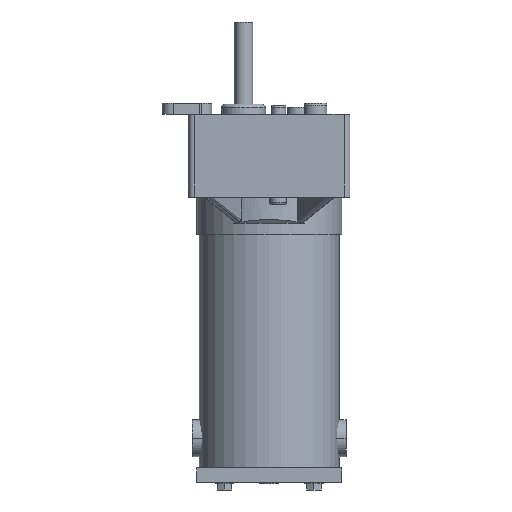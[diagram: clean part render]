
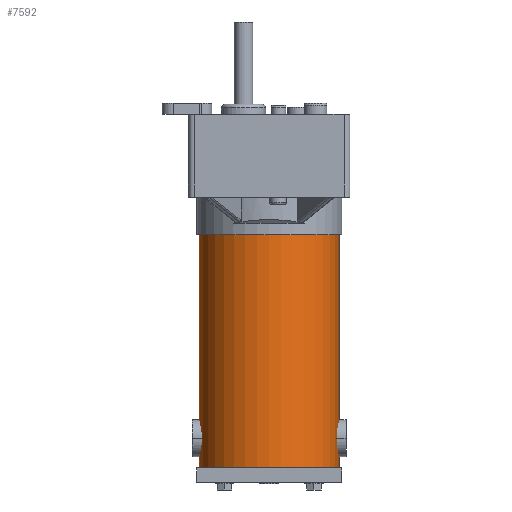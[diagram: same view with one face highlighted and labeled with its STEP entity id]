
A CAD part, front view. The second image highlights one B-rep face of the part: STEP entity #7592.
In plain terms, the highlighted cylindrical face has radius 30.163 mm (diameter 60.325 mm), a partial arc.
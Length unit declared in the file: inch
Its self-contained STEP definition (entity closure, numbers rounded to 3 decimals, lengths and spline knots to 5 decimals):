
#240 = VECTOR ( 'NONE', #11301, 39.37008 ) ;
#498 = ORIENTED_EDGE ( 'NONE', *, *, #4801, .F. ) ;
#526 = ORIENTED_EDGE ( 'NONE', *, *, #11319, .F. ) ;
#581 = ORIENTED_EDGE ( 'NONE', *, *, #12068, .T. ) ;
#1416 = VERTEX_POINT ( 'NONE', #12013 ) ;
#1769 = CYLINDRICAL_SURFACE ( 'NONE', #2964, 1.1875 ) ;
#2120 = DIRECTION ( 'NONE',  ( 0., 0., 1. ) ) ;
#2153 = CARTESIAN_POINT ( 'NONE',  ( 0., 0., -1.7846 ) ) ;
#2195 = DIRECTION ( 'NONE',  ( 1., 0., 0. ) ) ;
#2342 = EDGE_LOOP ( 'NONE', ( #498, #526, #2949, #581 ) ) ;
#2949 = ORIENTED_EDGE ( 'NONE', *, *, #6251, .T. ) ;
#2964 = AXIS2_PLACEMENT_3D ( 'NONE', #9173, #9334, #9170 ) ;
#3824 = AXIS2_PLACEMENT_3D ( 'NONE', #2153, #2120, #2195 ) ;
#4098 = VERTEX_POINT ( 'NONE', #11629 ) ;
#4801 = EDGE_CURVE ( 'NONE', #5184, #4098, #10538, .T. ) ;
#5184 = VERTEX_POINT ( 'NONE', #7644 ) ;
#5186 = LINE ( 'NONE', #11253, #240 ) ;
#5238 = CIRCLE ( 'NONE', #3824, 1.1875 ) ;
#6251 = EDGE_CURVE ( 'NONE', #1416, #9461, #5186, .T. ) ;
#7137 = VECTOR ( 'NONE', #8669, 39.37008 ) ;
#7592 = ADVANCED_FACE ( 'NONE', ( #10661 ), #1769, .T. ) ;
#7644 = CARTESIAN_POINT ( 'NONE',  ( 1.1875, 0., -1.7846 ) ) ;
#7653 = AXIS2_PLACEMENT_3D ( 'NONE', #9073, #9070, #9056 ) ;
#8650 = CARTESIAN_POINT ( 'NONE',  ( 1.1875, 0., -1.7846 ) ) ;
#8669 = DIRECTION ( 'NONE',  ( 0., 0., -1. ) ) ;
#9056 = DIRECTION ( 'NONE',  ( 1., 0., 0. ) ) ;
#9070 = DIRECTION ( 'NONE',  ( 0., 0., 1. ) ) ;
#9073 = CARTESIAN_POINT ( 'NONE',  ( 0., 0., -5.729 ) ) ;
#9170 = DIRECTION ( 'NONE',  ( -1., 0., 0. ) ) ;
#9173 = CARTESIAN_POINT ( 'NONE',  ( 0., 0., -1.7846 ) ) ;
#9334 = DIRECTION ( 'NONE',  ( 0., 0., -1. ) ) ;
#9461 = VERTEX_POINT ( 'NONE', #12318 ) ;
#10538 = LINE ( 'NONE', #8650, #7137 ) ;
#10661 = FACE_OUTER_BOUND ( 'NONE', #2342, .T. ) ;
#10979 = CIRCLE ( 'NONE', #7653, 1.1875 ) ;
#11253 = CARTESIAN_POINT ( 'NONE',  ( -1.1875, 0., -1.7846 ) ) ;
#11301 = DIRECTION ( 'NONE',  ( 0., 0., -1. ) ) ;
#11319 = EDGE_CURVE ( 'NONE', #1416, #5184, #5238, .T. ) ;
#11629 = CARTESIAN_POINT ( 'NONE',  ( 1.1875, 0., -5.729 ) ) ;
#12013 = CARTESIAN_POINT ( 'NONE',  ( -1.1875, 0., -1.7846 ) ) ;
#12068 = EDGE_CURVE ( 'NONE', #9461, #4098, #10979, .T. ) ;
#12318 = CARTESIAN_POINT ( 'NONE',  ( -1.1875, 0., -5.729 ) ) ;
